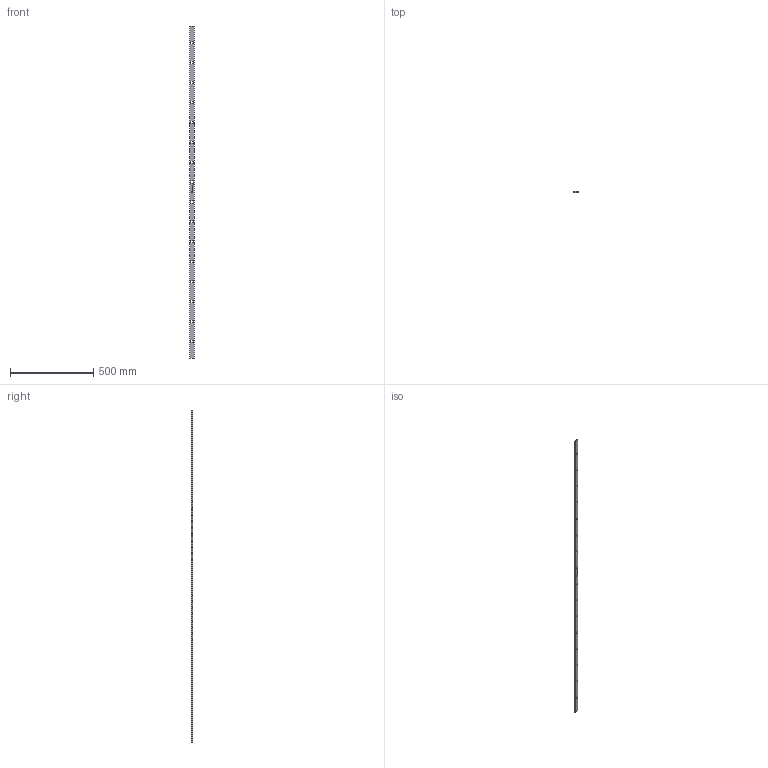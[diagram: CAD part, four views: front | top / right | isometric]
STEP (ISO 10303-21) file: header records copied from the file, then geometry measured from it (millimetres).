
FILE_DESCRIPTION (( 'STEP AP203' ), '1' );
FILE_NAME ('1548-8.step', '2022-07-04T11:39:57', ( '' ), ( '' ), 'SwSTEP 2.0', 'SolidWorks 2018', '' );
FILE_SCHEMA (( 'CONFIG_CONTROL_DESIGN' ));
Length unit declared in the file: millimetre
Products named in the file (1): 1548-8
Bounding box: 25 x 8 x 2000 mm (x, y, z)
Volume: 378367.2 mm3; surface area: 133658.5 mm2
Topology: 1 solids, 1 shells, 308 faces, 849 edges, 566 vertices
Faces by surface type: plane 198, bspline 110
Entity records: 14802 total; most frequent: CARTESIAN_POINT 7562, ORIENTED_EDGE 1698, DIRECTION 1027, EDGE_CURVE 849, VECTOR 629, LINE 629, VERTEX_POINT 566, EDGE_LOOP 363
